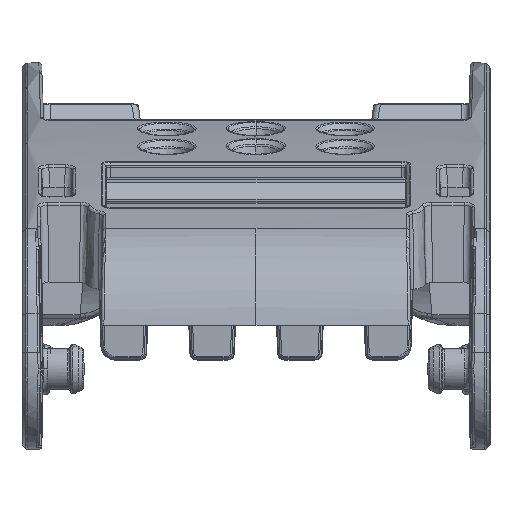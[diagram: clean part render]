
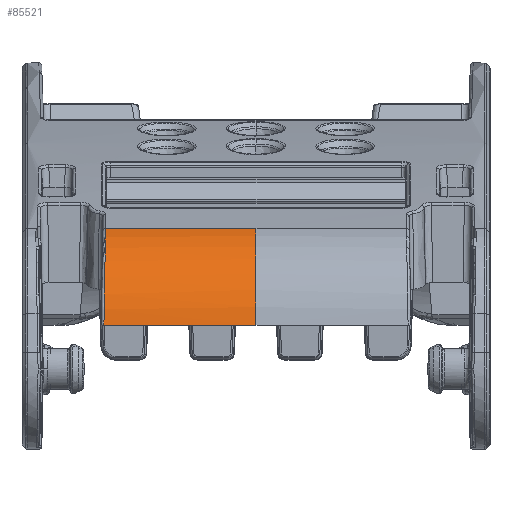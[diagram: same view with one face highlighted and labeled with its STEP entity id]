
A CAD part, front view. The second image highlights one B-rep face of the part: STEP entity #85521.
In plain terms, the highlighted cylindrical face has radius 8 mm (diameter 16 mm), a partial arc.
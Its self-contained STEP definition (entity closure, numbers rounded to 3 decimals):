
#2716=DIRECTION('',(1.,0.,0.));
#2717=VECTOR('',#2716,10.284);
#2718=CARTESIAN_POINT('',(-9.384,-61.645,
-6.701));
#2719=LINE('',#2718,#2717);
#2728=CARTESIAN_POINT('',(-9.384,-61.645,
-6.701));
#23898=CARTESIAN_POINT('',(-9.384,-61.645,
-6.701));
#23899=CARTESIAN_POINT('',(-9.387,-62.103,
-6.873));
#23900=CARTESIAN_POINT('',(-9.397,-62.989,
-7.3));
#23901=CARTESIAN_POINT('',(-9.411,-64.178,
-8.173));
#23902=CARTESIAN_POINT('',(-9.429,-65.188,
-9.249));
#23903=CARTESIAN_POINT('',(-9.45,-65.985,
-10.491));
#23904=CARTESIAN_POINT('',(-9.474,-66.541,
-11.858));
#23905=CARTESIAN_POINT('',(-9.49,-66.739,
-12.822));
#23906=CARTESIAN_POINT('',(-9.498,-66.793,
-13.308));
#23911=CARTESIAN_POINT('',(0.9,-58.843,
-14.194));
#23912=DIRECTION('',(-1.,0.,0.));
#23913=DIRECTION('',(0.,-0.994,0.111));
#23914=AXIS2_PLACEMENT_3D('',#23911,#23912,#23913);
#23919=DIRECTION('',(1.,0.,0.));
#23920=VECTOR('',#23919,10.398);
#23921=CARTESIAN_POINT('',(-9.498,-66.793,
-13.308));
#23922=LINE('',#23921,#23920);
#57043=VERTEX_POINT('',#2728);
#57233=CARTESIAN_POINT('',(0.9,-61.645,
-6.701));
#57234=VERTEX_POINT('',#57233);
#57235=CARTESIAN_POINT('',(0.9,-66.793,
-13.308));
#57236=VERTEX_POINT('',#57235);
#57237=VERTEX_POINT('',#23906);
#85509=CARTESIAN_POINT('',(-7.1,-58.843,
-14.194));
#85510=DIRECTION('',(1.,0.,0.));
#85511=DIRECTION('',(0.,-0.35,0.937));
#85512=AXIS2_PLACEMENT_3D('',#85509,#85510,#85511);
#85513=CYLINDRICAL_SURFACE('',#85512,8.);
#85514=ORIENTED_EDGE('',*,*,#85500,.F.);
#85515=ORIENTED_EDGE('',*,*,#60514,.T.);
#85517=ORIENTED_EDGE('',*,*,#85516,.F.);
#85518=ORIENTED_EDGE('',*,*,#60056,.F.);
#85519=EDGE_LOOP('',(#85514,#85515,#85517,#85518));
#85520=FACE_OUTER_BOUND('',#85519,.F.);
#23907=B_SPLINE_CURVE_WITH_KNOTS('',3,(#23898,#23899,#23900,#23901,#23902,
#23903,#23904,#23905,#23906),.UNSPECIFIED.,.F.,.F.,(4,1,1,1,1,1,4),(0.,
0.167,0.333,0.5,0.667,0.833,
1.),.UNSPECIFIED.);
#23915=CIRCLE('',#23914,8.);
#60056=EDGE_CURVE('',#57237,#57236,#23922,.T.);
#60514=EDGE_CURVE('',#57043,#57234,#2719,.T.);
#85500=EDGE_CURVE('',#57043,#57237,#23907,.T.);
#85516=EDGE_CURVE('',#57236,#57234,#23915,.T.);
#85521=ADVANCED_FACE('',(#85520),#85513,.T.);
